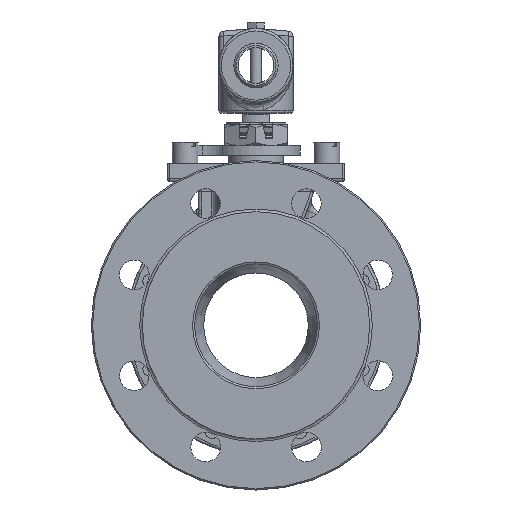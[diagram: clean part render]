
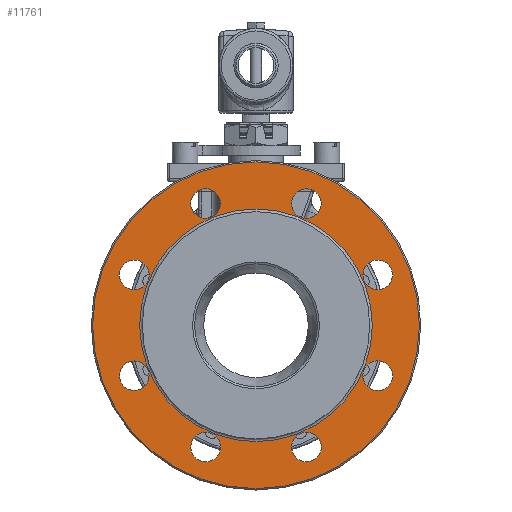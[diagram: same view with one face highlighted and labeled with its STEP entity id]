
A CAD part, left-side view. The second image highlights one B-rep face of the part: STEP entity #11761.
In plain terms, the highlighted planar face has unit normal (-1, 0, 0).
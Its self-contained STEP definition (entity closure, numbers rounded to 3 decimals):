
#1979=PLANE('',#12713);
#2973=FACE_BOUND('',#4120,.T.);
#2974=FACE_BOUND('',#4121,.T.);
#2975=FACE_BOUND('',#4122,.T.);
#2976=FACE_BOUND('',#4123,.T.);
#2977=FACE_BOUND('',#4124,.T.);
#2978=FACE_BOUND('',#4125,.T.);
#2979=FACE_BOUND('',#4126,.T.);
#2980=FACE_BOUND('',#4127,.T.);
#2981=FACE_BOUND('',#4128,.T.);
#3300=FACE_OUTER_BOUND('',#4119,.T.);
#4119=EDGE_LOOP('',(#8989));
#4120=EDGE_LOOP('',(#8990));
#4121=EDGE_LOOP('',(#8991));
#4122=EDGE_LOOP('',(#8992));
#4123=EDGE_LOOP('',(#8993));
#4124=EDGE_LOOP('',(#8994));
#4125=EDGE_LOOP('',(#8995));
#4126=EDGE_LOOP('',(#8996));
#4127=EDGE_LOOP('',(#8997));
#4128=EDGE_LOOP('',(#8998));
#4805=CIRCLE('',#12365,9.);
#4807=CIRCLE('',#12368,9.);
#4809=CIRCLE('',#12371,9.);
#4811=CIRCLE('',#12374,9.);
#4813=CIRCLE('',#12377,9.);
#4815=CIRCLE('',#12380,9.);
#4817=CIRCLE('',#12383,9.);
#4819=CIRCLE('',#12386,9.);
#4993=CIRCLE('',#12674,99.2);
#4999=CIRCLE('',#12687,70.6);
#5403=VERTEX_POINT('',#16477);
#5405=VERTEX_POINT('',#16482);
#5407=VERTEX_POINT('',#16487);
#5409=VERTEX_POINT('',#16492);
#5411=VERTEX_POINT('',#16497);
#5413=VERTEX_POINT('',#16502);
#5415=VERTEX_POINT('',#16507);
#5417=VERTEX_POINT('',#16512);
#5679=VERTEX_POINT('',#20255);
#5686=VERTEX_POINT('',#20453);
#6471=EDGE_CURVE('',#5403,#5403,#4805,.T.);
#6473=EDGE_CURVE('',#5405,#5405,#4807,.T.);
#6475=EDGE_CURVE('',#5407,#5407,#4809,.T.);
#6477=EDGE_CURVE('',#5409,#5409,#4811,.T.);
#6479=EDGE_CURVE('',#5411,#5411,#4813,.T.);
#6481=EDGE_CURVE('',#5413,#5413,#4815,.T.);
#6483=EDGE_CURVE('',#5415,#5415,#4817,.T.);
#6485=EDGE_CURVE('',#5417,#5417,#4819,.T.);
#6903=EDGE_CURVE('',#5679,#5679,#4993,.T.);
#6916=EDGE_CURVE('',#5686,#5686,#4999,.T.);
#8989=ORIENTED_EDGE('',*,*,#6903,.F.);
#8990=ORIENTED_EDGE('',*,*,#6471,.T.);
#8991=ORIENTED_EDGE('',*,*,#6473,.T.);
#8992=ORIENTED_EDGE('',*,*,#6475,.T.);
#8993=ORIENTED_EDGE('',*,*,#6477,.T.);
#8994=ORIENTED_EDGE('',*,*,#6479,.T.);
#8995=ORIENTED_EDGE('',*,*,#6481,.T.);
#8996=ORIENTED_EDGE('',*,*,#6483,.T.);
#8997=ORIENTED_EDGE('',*,*,#6485,.T.);
#8998=ORIENTED_EDGE('',*,*,#6916,.F.);
#11761=ADVANCED_FACE('',(#3300,#2973,#2974,#2975,#2976,#2977,#2978,#2979,
#2980,#2981),#1979,.F.);
#12365=AXIS2_PLACEMENT_3D('',#16478,#13617,#13618);
#12368=AXIS2_PLACEMENT_3D('',#16483,#13623,#13624);
#12371=AXIS2_PLACEMENT_3D('',#16488,#13629,#13630);
#12374=AXIS2_PLACEMENT_3D('',#16493,#13635,#13636);
#12377=AXIS2_PLACEMENT_3D('',#16498,#13641,#13642);
#12380=AXIS2_PLACEMENT_3D('',#16503,#13647,#13648);
#12383=AXIS2_PLACEMENT_3D('',#16508,#13653,#13654);
#12386=AXIS2_PLACEMENT_3D('',#16513,#13659,#13660);
#12674=AXIS2_PLACEMENT_3D('',#20256,#14333,#14334);
#12687=AXIS2_PLACEMENT_3D('',#20454,#14359,#14360);
#12713=AXIS2_PLACEMENT_3D('',#20555,#14413,#14414);
#13617=DIRECTION('center_axis',(1.,0.,0.));
#13618=DIRECTION('ref_axis',(0.,0.707,0.707));
#13623=DIRECTION('center_axis',(1.,0.,0.));
#13624=DIRECTION('ref_axis',(0.,1.,0.));
#13629=DIRECTION('center_axis',(1.,0.,0.));
#13630=DIRECTION('ref_axis',(0.,0.707,-0.707));
#13635=DIRECTION('center_axis',(1.,0.,0.));
#13636=DIRECTION('ref_axis',(0.,0.,-1.));
#13641=DIRECTION('center_axis',(1.,0.,0.));
#13642=DIRECTION('ref_axis',(0.,-0.707,-0.707));
#13647=DIRECTION('center_axis',(1.,0.,0.));
#13648=DIRECTION('ref_axis',(0.,-1.,0.));
#13653=DIRECTION('center_axis',(1.,0.,0.));
#13654=DIRECTION('ref_axis',(0.,-0.707,0.707));
#13659=DIRECTION('center_axis',(1.,0.,0.));
#13660=DIRECTION('ref_axis',(0.,0.,1.));
#14333=DIRECTION('center_axis',(1.,0.,0.));
#14334=DIRECTION('ref_axis',(0.,0.,-1.));
#14359=DIRECTION('center_axis',(-1.,0.,0.));
#14360=DIRECTION('ref_axis',(0.,0.,-1.));
#14413=DIRECTION('center_axis',(1.,0.,0.));
#14414=DIRECTION('ref_axis',(0.,0.,-1.));
#16477=CARTESIAN_POINT('',(-76.15,80.274,36.979));
#16478=CARTESIAN_POINT('Origin',(-76.15,73.91,30.615));
#16482=CARTESIAN_POINT('',(-76.15,82.91,-30.615));
#16483=CARTESIAN_POINT('Origin',(-76.15,73.91,-30.615));
#16487=CARTESIAN_POINT('',(-76.15,36.979,-80.274));
#16488=CARTESIAN_POINT('Origin',(-76.15,30.615,-73.91));
#16492=CARTESIAN_POINT('',(-76.15,-30.615,-82.91));
#16493=CARTESIAN_POINT('Origin',(-76.15,-30.615,-73.91));
#16497=CARTESIAN_POINT('',(-76.15,-80.274,-36.979));
#16498=CARTESIAN_POINT('Origin',(-76.15,-73.91,-30.615));
#16502=CARTESIAN_POINT('',(-76.15,-82.91,30.615));
#16503=CARTESIAN_POINT('Origin',(-76.15,-73.91,30.615));
#16507=CARTESIAN_POINT('',(-76.15,-36.979,80.274));
#16508=CARTESIAN_POINT('Origin',(-76.15,-30.615,73.91));
#16512=CARTESIAN_POINT('',(-76.15,30.615,82.91));
#16513=CARTESIAN_POINT('Origin',(-76.15,30.615,73.91));
#20255=CARTESIAN_POINT('',(-76.15,0.,99.2));
#20256=CARTESIAN_POINT('Origin',(-76.15,0.,0.));
#20453=CARTESIAN_POINT('',(-76.15,0.,70.6));
#20454=CARTESIAN_POINT('Origin',(-76.15,0.,0.));
#20555=CARTESIAN_POINT('Origin',(-76.15,0.,84.5));
